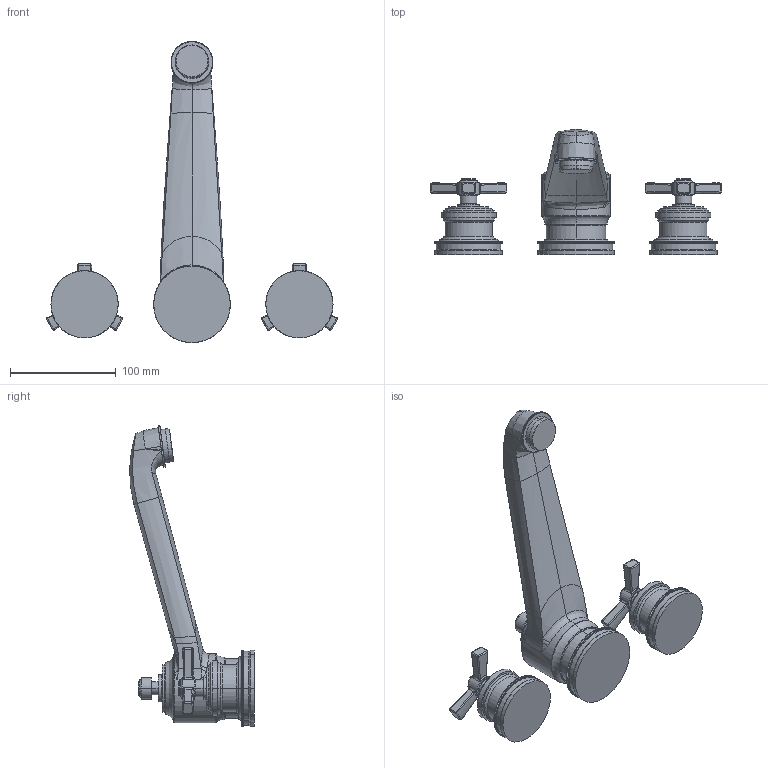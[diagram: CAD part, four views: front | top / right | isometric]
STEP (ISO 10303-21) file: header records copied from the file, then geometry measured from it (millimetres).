
FILE_DESCRIPTION((''),'2;1');
FILE_NAME('3-1606','2021-03-10T14:41:38',('jinson.thomas'),(''),'CREO PARAMETRIC BY PTC INC, 2018400','CREO PARAMETRIC BY PTC INC, 2018400','');
FILE_SCHEMA(('CONFIG_CONTROL_DESIGN'));
Products named in the file (1): 3-1606
Bounding box: 275.34 x 117.93 x 284.77 mm (x, y, z)
Volume: 758037.6 mm3; surface area: 97242.2 mm2
Topology: 3 solids, 3 shells, 2322 faces, 6592 edges, 4314 vertices
Faces by surface type: plane 1343, cylinder 732, bspline 173, torus 40, sphere 24, cone 10
Entity records: 82611 total; most frequent: CARTESIAN_POINT 22118, ORIENTED_EDGE 13180, DIRECTION 12149, EDGE_CURVE 6590, VECTOR 4619, LINE 4619, VERTEX_POINT 4314, AXIS2_PLACEMENT_3D 3765
